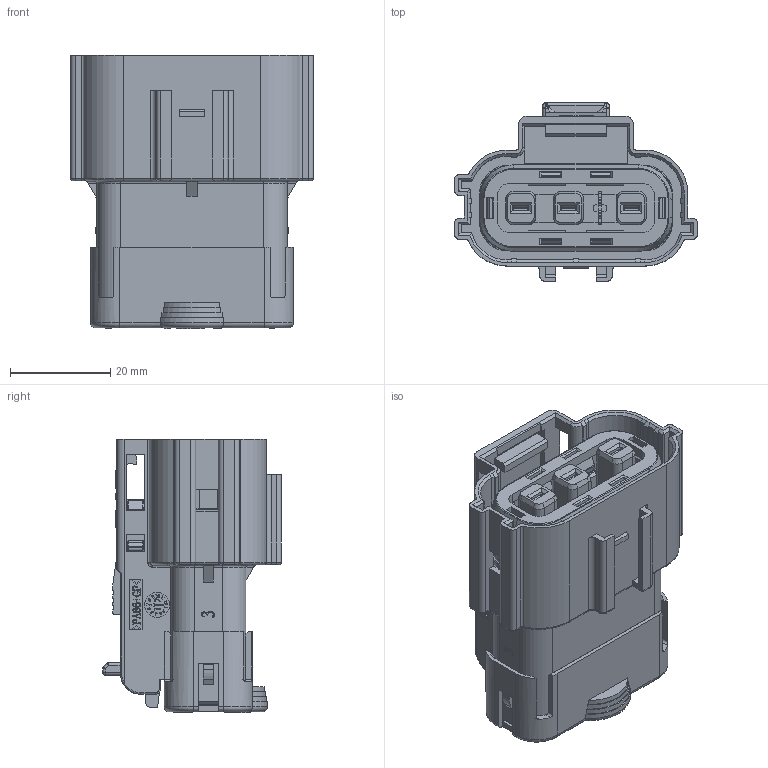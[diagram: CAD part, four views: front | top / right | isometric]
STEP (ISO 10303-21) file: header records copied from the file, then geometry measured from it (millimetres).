
FILE_DESCRIPTION (( 'STEP AP214' ), '1' );
FILE_NAME ('YG1017插头三维数模.STEP', '2024-10-08T01:15:06', ( 'yguser' ), ( 'ygkj' ), 'SwSTEP 2.0', 'SolidWorks 2023', '' );
FILE_SCHEMA (( 'AUTOMOTIVE_DESIGN' ));
Length unit declared in the file: millimetre
Products named in the file (1): YG1017插头三维数模
Bounding box: 48.4 x 35.6 x 54.5 mm (x, y, z)
Volume: 56990.5 mm3; surface area: 51519.7 mm2
Topology: 9 solids, 18 shells, 4501 faces, 11465 edges, 7046 vertices
Faces by surface type: plane 2508, cylinder 1112, bspline 335, torus 333, cone 139, sphere 74
Entity records: 152926 total; most frequent: CARTESIAN_POINT 45982, ORIENTED_EDGE 22826, DIRECTION 21300, EDGE_CURVE 11413, LINE 7862, VECTOR 7862, VERTEX_POINT 7046, AXIS2_PLACEMENT_3D 6719
